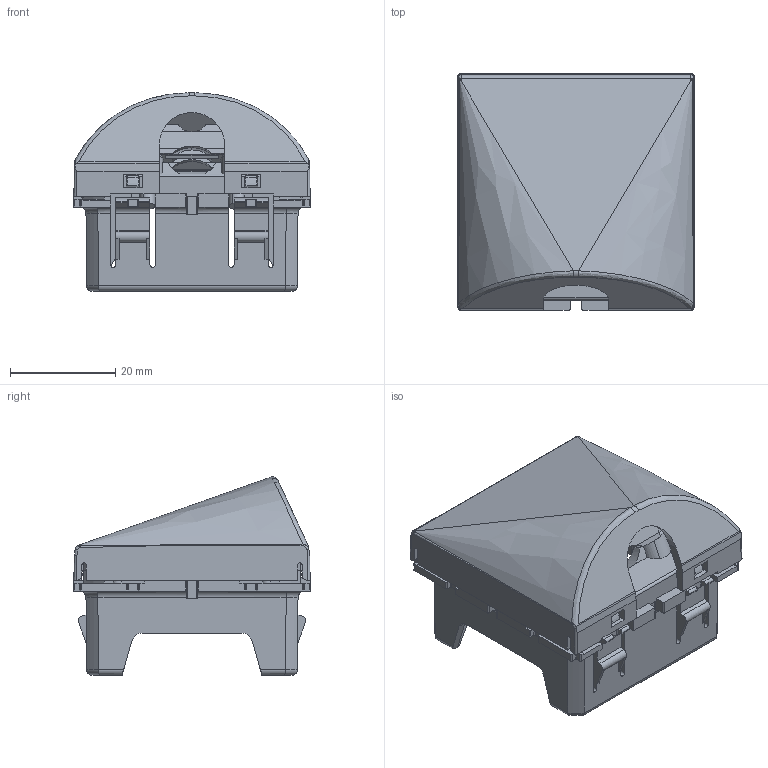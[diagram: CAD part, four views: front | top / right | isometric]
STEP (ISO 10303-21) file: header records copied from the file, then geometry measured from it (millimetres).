
FILE_DESCRIPTION(('CATIA V5 STEP Exchange','CAx-IF Rec.Pracs.--- Model Styling and Organization---1.5--- 2016-08-15','CAx-IF Rec.Pracs.---Supplemental Geometry---1.0---2011-11-01','CAx-IF Rec.Pracs.--- Composite Materials ---1.1---2010-07-15'),'2;1');
FILE_NAME('079150L.stp','2021-11-16T14:16:14+00:00',('none'),('none'),'CATIA Version 5-6 Release 2020 SP3','CATIA V5 STEP AP214 v2','none');
FILE_SCHEMA(('AUTOMOTIVE_DESIGN { 1 0 10303 214 1 1 1 1 }'));
Length unit declared in the file: millimetre
Products named in the file (5): 077550; Part7; Part2; 0097648; Enjoliveur_SortieDeCableM45
Assembly tree (5 placements, depth 2):
  077550
    Part7
    Part2
    0097648  x2
    Enjoliveur_SortieDeCableM45
Bounding box: 45.05 x 45.05 x 37.75 mm (x, y, z)
Volume: 13708.9 mm3; surface area: 18030.8 mm2
Topology: 5 solids, 5 shells, 834 faces, 2457 edges, 1614 vertices
Faces by surface type: plane 503, cylinder 203, bspline 44, cone 42, torus 34, sphere 8
Entity records: 34649 total; most frequent: CARTESIAN_POINT 15447, ORIENTED_EDGE 4706, DIRECTION 2753, EDGE_CURVE 2353, VERTEX_POINT 1551, VECTOR 1493, LINE 1493, AXIS2_PLACEMENT_3D 822
